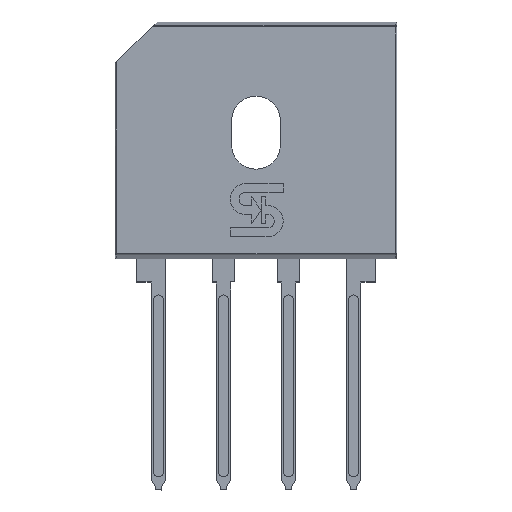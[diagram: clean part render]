
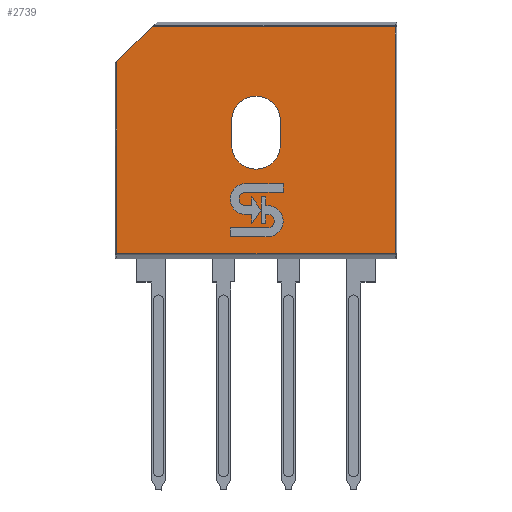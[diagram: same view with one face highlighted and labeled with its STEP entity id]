
A CAD part, top view. The second image highlights one B-rep face of the part: STEP entity #2739.
In plain terms, the highlighted face is planar.
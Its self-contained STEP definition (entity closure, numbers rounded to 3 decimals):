
#105=FACE_BOUND('',#450,.T.);
#140=CIRCLE('',#2992,1.9);
#142=CIRCLE('',#2996,1.9);
#281=FACE_OUTER_BOUND('',#449,.T.);
#449=EDGE_LOOP('',(#2257,#2258,#2259,#2260,#2261));
#450=EDGE_LOOP('',(#2262,#2263,#2264,#2265));
#710=LINE('',#4389,#1018);
#714=LINE('',#4401,#1022);
#721=LINE('',#4426,#1029);
#723=LINE('',#4434,#1031);
#728=LINE('',#4447,#1036);
#729=LINE('',#4449,#1037);
#730=LINE('',#4450,#1038);
#1018=VECTOR('',#3564,10.);
#1022=VECTOR('',#3576,10.);
#1029=VECTOR('',#3599,10.);
#1031=VECTOR('',#3609,10.);
#1036=VECTOR('',#3622,10.);
#1037=VECTOR('',#3623,10.);
#1038=VECTOR('',#3624,10.);
#1281=VERTEX_POINT('',#4386);
#1282=VERTEX_POINT('',#4388);
#1284=VERTEX_POINT('',#4394);
#1286=VERTEX_POINT('',#4400);
#1288=VERTEX_POINT('',#4408);
#1296=VERTEX_POINT('',#4424);
#1298=VERTEX_POINT('',#4432);
#1302=VERTEX_POINT('',#4446);
#1303=VERTEX_POINT('',#4448);
#1603=EDGE_CURVE('',#1282,#1281,#710,.T.);
#1606=EDGE_CURVE('',#1284,#1282,#140,.T.);
#1609=EDGE_CURVE('',#1286,#1284,#714,.T.);
#1612=EDGE_CURVE('',#1281,#1286,#142,.T.);
#1622=EDGE_CURVE('',#1288,#1296,#721,.T.);
#1626=EDGE_CURVE('',#1298,#1296,#723,.T.);
#1632=EDGE_CURVE('',#1302,#1298,#728,.T.);
#1633=EDGE_CURVE('',#1303,#1302,#729,.T.);
#1634=EDGE_CURVE('',#1288,#1303,#730,.T.);
#2257=ORIENTED_EDGE('',*,*,#1622,.T.);
#2258=ORIENTED_EDGE('',*,*,#1626,.F.);
#2259=ORIENTED_EDGE('',*,*,#1632,.F.);
#2260=ORIENTED_EDGE('',*,*,#1633,.F.);
#2261=ORIENTED_EDGE('',*,*,#1634,.F.);
#2262=ORIENTED_EDGE('',*,*,#1609,.T.);
#2263=ORIENTED_EDGE('',*,*,#1606,.T.);
#2264=ORIENTED_EDGE('',*,*,#1603,.T.);
#2265=ORIENTED_EDGE('',*,*,#1612,.T.);
#2606=PLANE('',#3009);
#2739=ADVANCED_FACE('',(#281,#105),#2606,.T.);
#2992=AXIS2_PLACEMENT_3D('',#4395,#3570,#3571);
#2996=AXIS2_PLACEMENT_3D('',#4405,#3582,#3583);
#3009=AXIS2_PLACEMENT_3D('',#4445,#3620,#3621);
#3564=DIRECTION('',(0.,-1.,0.));
#3570=DIRECTION('center_axis',(-1.,0.,0.));
#3571=DIRECTION('ref_axis',(0.,0.,1.));
#3576=DIRECTION('',(0.,1.,0.));
#3582=DIRECTION('center_axis',(-1.,0.,0.));
#3583=DIRECTION('ref_axis',(0.,0.,-1.));
#3599=DIRECTION('',(0.,-0.696,0.718));
#3609=DIRECTION('',(0.,1.,0.));
#3620=DIRECTION('center_axis',(1.,0.,0.));
#3621=DIRECTION('ref_axis',(0.,1.,0.));
#3622=DIRECTION('',(0.,0.,1.));
#3623=DIRECTION('',(0.,-1.,0.));
#3624=DIRECTION('',(0.,0.,-1.));
#4386=CARTESIAN_POINT('',(3.9,-9.294,9.1));
#4388=CARTESIAN_POINT('',(3.9,-7.394,9.1));
#4389=CARTESIAN_POINT('',(3.9,-12.638,9.1));
#4394=CARTESIAN_POINT('',(3.9,-7.401,12.9));
#4395=CARTESIAN_POINT('Origin',(3.9,-7.394,11.));
#4400=CARTESIAN_POINT('',(3.9,-9.294,12.9));
#4401=CARTESIAN_POINT('',(3.9,-13.588,12.9));
#4405=CARTESIAN_POINT('Origin',(3.9,-9.294,11.));
#4408=CARTESIAN_POINT('',(3.9,-0.085,19.104));
#4424=CARTESIAN_POINT('',(3.9,-2.797,21.9));
#4426=CARTESIAN_POINT('',(3.9,0.572,18.426));
#4432=CARTESIAN_POINT('',(3.9,-17.797,21.9));
#4434=CARTESIAN_POINT('',(3.9,-13.412,21.9));
#4445=CARTESIAN_POINT('Origin',(3.9,-17.882,0.));
#4446=CARTESIAN_POINT('',(3.9,-17.797,0.1));
#4447=CARTESIAN_POINT('',(3.9,-17.797,0.));
#4448=CARTESIAN_POINT('',(3.9,-0.085,0.1));
#4449=CARTESIAN_POINT('',(3.9,-13.412,0.1));
#4450=CARTESIAN_POINT('',(3.9,-0.085,0.));
